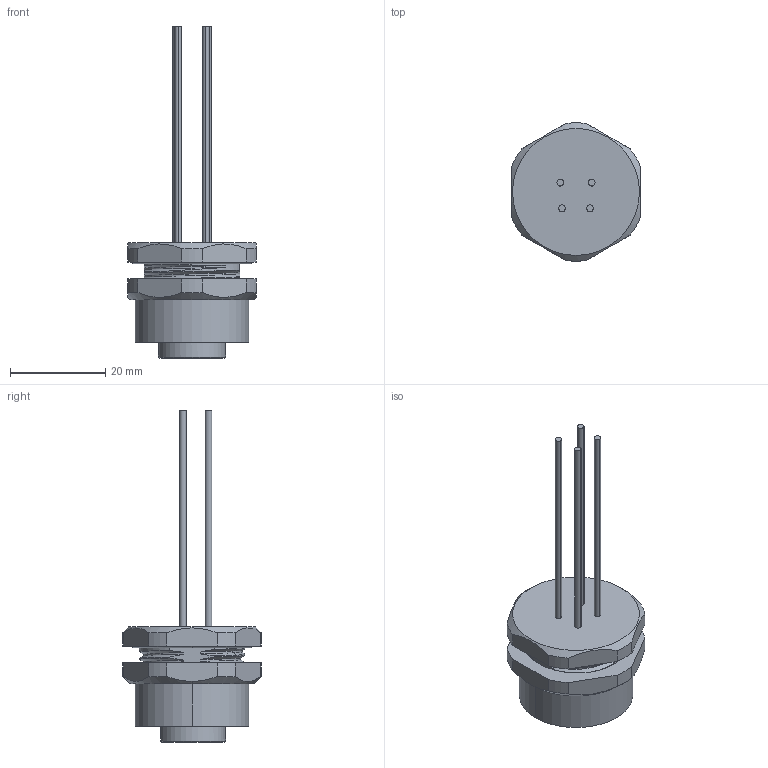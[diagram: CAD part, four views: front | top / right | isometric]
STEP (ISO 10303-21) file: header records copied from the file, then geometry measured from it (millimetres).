
FILE_DESCRIPTION((''),'2;1');
FILE_NAME('7_8-F04-BKR-7_8-W1_5_SW0001','2023-03-20T',('p.yu'),(''),'PRO/ENGINEER BY PARAMETRIC TECHNOLOGY CORPORATION, 2012480','PRO/ENGINEER BY PARAMETRIC TECHNOLOGY CORPORATION, 2012480','');
FILE_SCHEMA(('CONFIG_CONTROL_DESIGN'));
Length unit declared in the file: millimetre
Products named in the file (1): 7_8-F04-BKR-7_8-W1_5_SW0001
Bounding box: 27 x 28.96 x 69.55 mm (x, y, z)
Volume: 9545.2 mm3; surface area: 7946.1 mm2
Topology: 1 solids, 3 shells, 391 faces, 1102 edges, 723 vertices
Faces by surface type: plane 121, cylinder 104, bspline 68, cone 58, torus 40
Entity records: 22450 total; most frequent: CARTESIAN_POINT 12995, ORIENTED_EDGE 2204, DIRECTION 1671, EDGE_CURVE 1102, VERTEX_POINT 723, AXIS2_PLACEMENT_3D 696, B_SPLINE_CURVE_WITH_KNOTS 450, EDGE_LOOP 423
